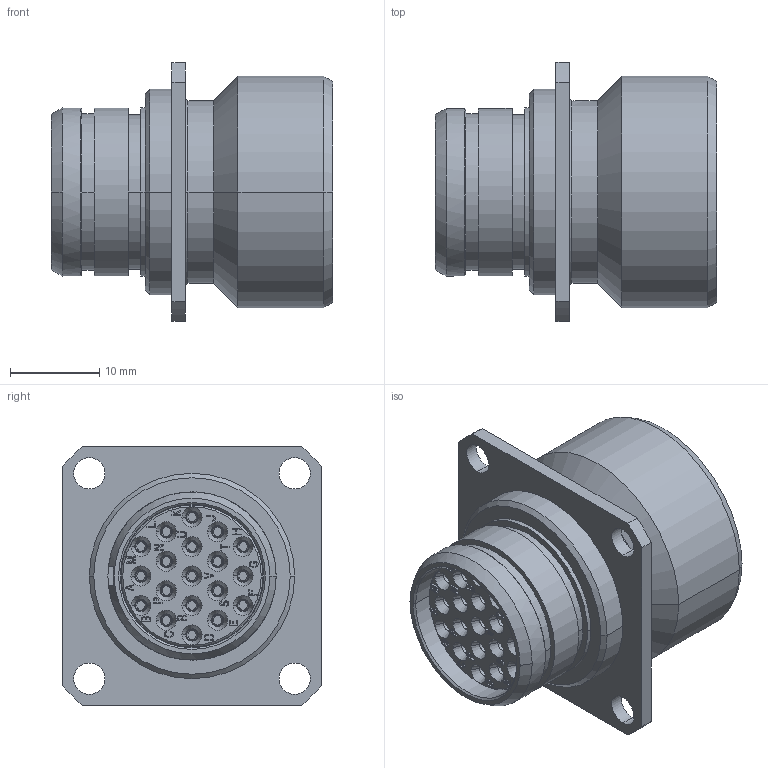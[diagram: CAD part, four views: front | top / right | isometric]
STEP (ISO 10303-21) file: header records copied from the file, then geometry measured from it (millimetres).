
FILE_DESCRIPTION((''),'2;1');
FILE_NAME('1332ER319FS_SW0001','2024-07-30T14:37:56',('paultorloting'),('NET AG system integration'),'CREO PARAMETRIC BY PTC INC, 2021404','CREO PARAMETRIC BY PTC INC, 2021404','');
FILE_SCHEMA(('AUTOMOTIVE_DESIGN { 1 0 10303 214 1 1 1 1 }'));
Products named in the file (1): 1332ER319FS_SW0001
Bounding box: 31.5 x 29 x 29 mm (x, y, z)
Volume: 7920.3 mm3; surface area: 14529.6 mm2
Topology: 1 solids, 1 shells, 3024 faces, 7917 edges, 4969 vertices
Faces by surface type: plane 1362, cylinder 1025, torus 245, cone 177, bspline 139, extrusion 76
Entity records: 119530 total; most frequent: CARTESIAN_POINT 27586, ORIENTED_EDGE 15834, DIRECTION 14668, EDGE_CURVE 7917, AXIS2_PLACEMENT_3D 5367, VERTEX_POINT 4969, VECTOR 3931, LINE 3855
